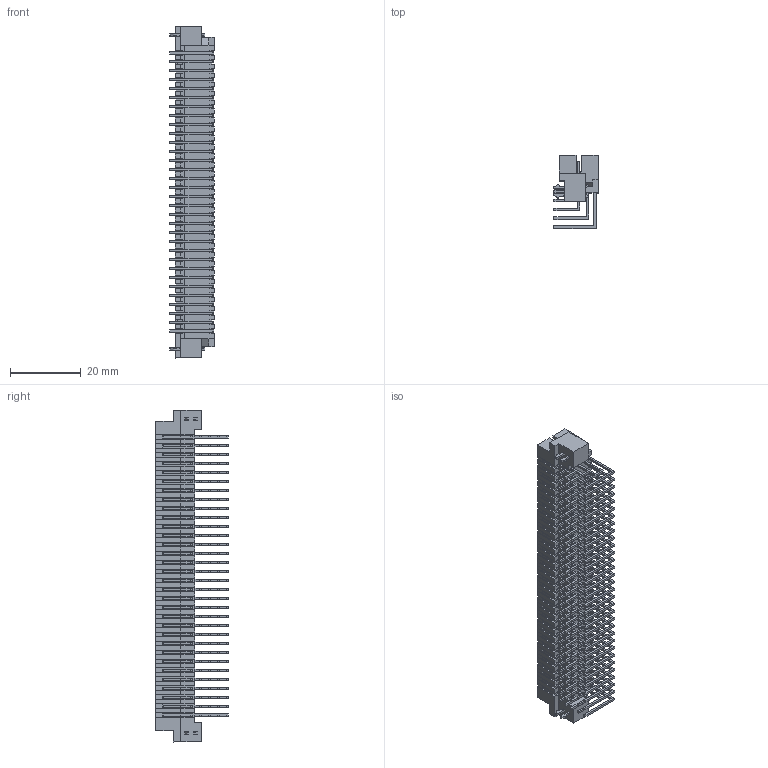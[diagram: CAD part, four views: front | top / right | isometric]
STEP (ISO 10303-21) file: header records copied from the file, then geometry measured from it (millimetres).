
FILE_DESCRIPTION(/* description */ (''),/* implementation_level */ '2;1');
FILE_NAME(/* name */ '100101872ugm000_b.stp',/* time_stamp */ '2015-03-13T08:27:18+01:00',/* author */ (''),/* organization */ (''),/* preprocessor_version */ 'ST-DEVELOPER v15',/* originating_system */ 'SIEMENS PLM Software NX 8.5',/* authorisation */ '');
FILE_SCHEMA (('AUTOMOTIVE_DESIGN { 1 0 10303 214 3 1 1 1 }'));
Products named in the file (1): 100101872ugm000_b
Bounding box: 12.6 x 20.56 x 94 mm (x, y, z)
Volume: 5852.2 mm3; surface area: 12924.8 mm2
Topology: 1 solids, 1 shells, 2580 faces, 7170 edges, 4730 vertices
Faces by surface type: plane 2550, cylinder 30
Entity records: 86069 total; most frequent: CARTESIAN_POINT 14481, ORIENTED_EDGE 14340, DIRECTION 12394, EDGE_CURVE 7170, LINE 7108, VECTOR 7108, VERTEX_POINT 4728, EDGE_LOOP 2780
